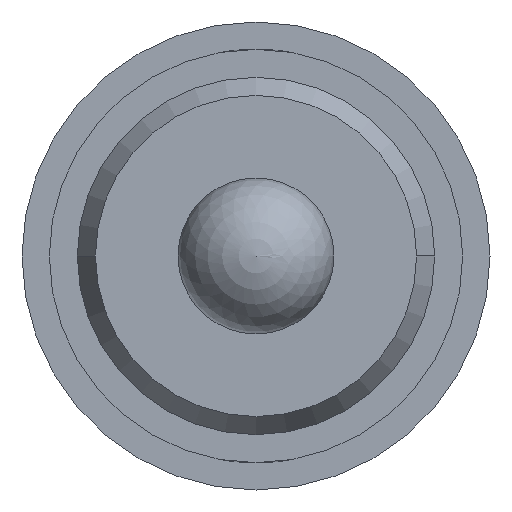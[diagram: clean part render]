
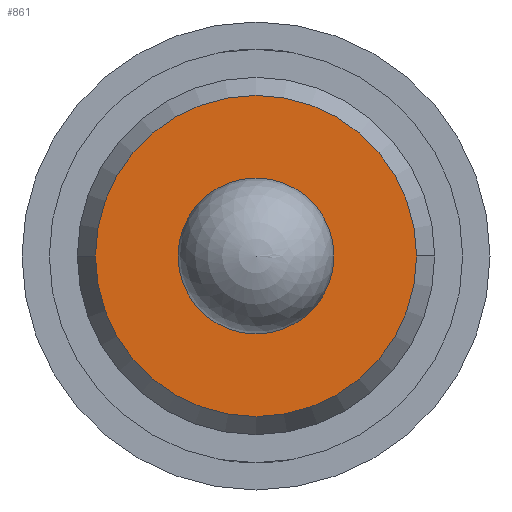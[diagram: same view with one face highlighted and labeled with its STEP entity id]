
A CAD part, front view. The second image highlights one B-rep face of the part: STEP entity #861.
In plain terms, the highlighted planar face has unit normal (0, -1, 0).
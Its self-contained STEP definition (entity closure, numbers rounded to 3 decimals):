
#78 = AXIS2_PLACEMENT_3D ( 'NONE', #5346, #5399, #156 ) ;
#156 = DIRECTION ( 'NONE',  ( 1., 0., 0. ) ) ;
#707 = AXIS2_PLACEMENT_3D ( 'NONE', #5325, #5352, #2680 ) ;
#759 = EDGE_CURVE ( 'Defeature ausgef�hrt1_17+Defeature ausgef�hrt1_16+Defeature ausgef�hrt1_16+Defeature ausgef�hrt1_16', #1674, #2381, #1500, .T. ) ;
#861 = ADVANCED_FACE ( 'Defeature ausgef�hrt1_17', ( #4226, #3063 ), #2324, .T. ) ;
#967 = VERTEX_POINT ( 'NONE', #5085 ) ;
#976 = CARTESIAN_POINT ( 'NONE',  ( 0., -28.6, 0. ) ) ;
#1109 = CARTESIAN_POINT ( 'NONE',  ( -1.03, -28.6, 0. ) ) ;
#1225 = CIRCLE ( 'NONE', #707, 0.5 ) ;
#1500 = CIRCLE ( 'NONE', #4777, 1.03 ) ;
#1521 = AXIS2_PLACEMENT_3D ( 'NONE', #2062, #2492, #1587 ) ;
#1587 = DIRECTION ( 'NONE',  ( 0., 0., -1. ) ) ;
#1674 = VERTEX_POINT ( 'NONE', #2394 ) ;
#1831 = DIRECTION ( 'NONE',  ( 0., -1., 0. ) ) ;
#2062 = CARTESIAN_POINT ( 'NONE',  ( 0., -28.6, 0. ) ) ;
#2324 = PLANE ( 'NONE',  #78 ) ;
#2347 = EDGE_CURVE ( 'Defeature ausgef�hrt1_17+Defeature ausgef�hrt1_14+Defeature ausgef�hrt1_14+Defeature ausgef�hrt1_14', #4337, #967, #5670, .T. ) ;
#2381 = VERTEX_POINT ( 'NONE', #1109 ) ;
#2394 = CARTESIAN_POINT ( 'NONE',  ( 1.03, -28.6, 0. ) ) ;
#2492 = DIRECTION ( 'NONE',  ( 0., 1., 0. ) ) ;
#2680 = DIRECTION ( 'NONE',  ( 0., 0., -1. ) ) ;
#2737 = DIRECTION ( 'NONE',  ( 1., 0., 0. ) ) ;
#2945 = ORIENTED_EDGE ( 'NONE', *, *, #3124, .T. ) ;
#2981 = EDGE_CURVE ( 'Defeature ausgef�hrt1_17+Defeature ausgef�hrt1_14+Defeature ausgef�hrt1_14+Defeature ausgef�hrt1_14', #967, #4337, #1225, .T. ) ;
#3063 = FACE_OUTER_BOUND ( 'NONE', #5301, .T. ) ;
#3088 = DIRECTION ( 'NONE',  ( 0., -1., 0. ) ) ;
#3108 = DIRECTION ( 'NONE',  ( 1., 0., 0. ) ) ;
#3124 = EDGE_CURVE ( 'Defeature ausgef�hrt1_17+Defeature ausgef�hrt1_16+Defeature ausgef�hrt1_16+Defeature ausgef�hrt1_16', #2381, #1674, #3401, .T. ) ;
#3401 = CIRCLE ( 'NONE', #5395, 1.03 ) ;
#3614 = ORIENTED_EDGE ( 'NONE', *, *, #2347, .T. ) ;
#3971 = CARTESIAN_POINT ( 'NONE',  ( 0., -28.6, 0. ) ) ;
#4226 = FACE_BOUND ( 'NONE', #5248, .T. ) ;
#4327 = CARTESIAN_POINT ( 'NONE',  ( 0., -28.6, -0.5 ) ) ;
#4337 = VERTEX_POINT ( 'NONE', #4327 ) ;
#4398 = ORIENTED_EDGE ( 'NONE', *, *, #2981, .T. ) ;
#4777 = AXIS2_PLACEMENT_3D ( 'NONE', #976, #1831, #2737 ) ;
#4890 = ORIENTED_EDGE ( 'NONE', *, *, #759, .T. ) ;
#5085 = CARTESIAN_POINT ( 'NONE',  ( 0., -28.6, 0.5 ) ) ;
#5248 = EDGE_LOOP ( 'NONE', ( #4398, #3614 ) ) ;
#5301 = EDGE_LOOP ( 'NONE', ( #2945, #4890 ) ) ;
#5325 = CARTESIAN_POINT ( 'NONE',  ( 0., -28.6, 0. ) ) ;
#5346 = CARTESIAN_POINT ( 'NONE',  ( -1.145, -28.6, 0. ) ) ;
#5352 = DIRECTION ( 'NONE',  ( 0., 1., 0. ) ) ;
#5395 = AXIS2_PLACEMENT_3D ( 'NONE', #3971, #3088, #3108 ) ;
#5399 = DIRECTION ( 'NONE',  ( 0., -1., 0. ) ) ;
#5670 = CIRCLE ( 'NONE', #1521, 0.5 ) ;
